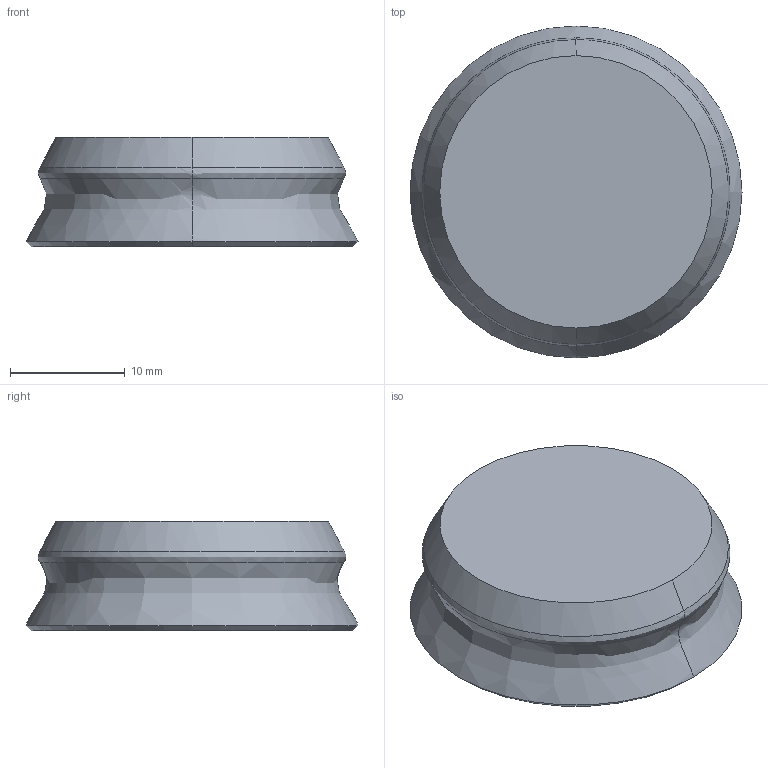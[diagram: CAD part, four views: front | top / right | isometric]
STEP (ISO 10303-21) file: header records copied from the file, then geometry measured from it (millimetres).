
FILE_DESCRIPTION (( 'STEP AP214' ), '1' );
FILE_NAME ('KS1 Cap.STEP', '2025-01-31T15:14:38', ( '' ), ( '' ), 'SwSTEP 2.0', 'SolidWorks 2023', '' );
FILE_SCHEMA (( 'AUTOMOTIVE_DESIGN' ));
Length unit declared in the file: millimetre
Products named in the file (1): KS1 Cap
Bounding box: 28.88 x 28.88 x 9.5 mm (x, y, z)
Volume: 3669.2 mm3; surface area: 2543.9 mm2
Topology: 1 solids, 1 shells, 22 faces, 51 edges, 32 vertices
Faces by surface type: cylinder 8, bspline 7, cone 4, plane 3
Entity records: 1985 total; most frequent: CARTESIAN_POINT 1563, ORIENTED_EDGE 102, DIRECTION 59, EDGE_CURVE 51, VERTEX_POINT 32, AXIS2_PLACEMENT_3D 24, EDGE_LOOP 23, FACE_OUTER_BOUND 22
